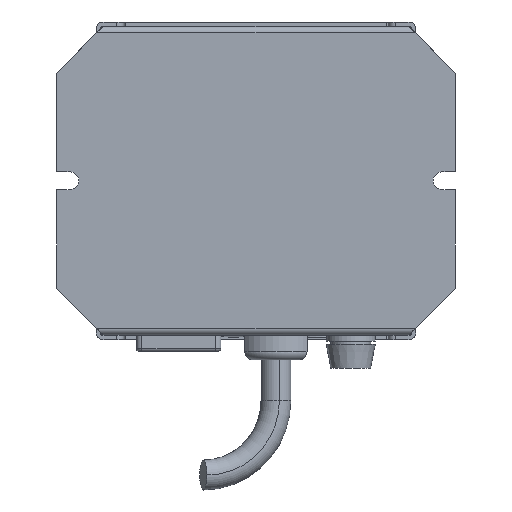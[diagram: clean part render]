
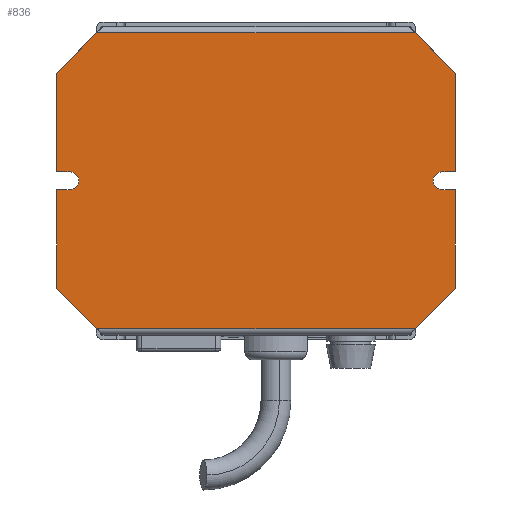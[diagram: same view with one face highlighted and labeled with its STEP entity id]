
A CAD part, front view. The second image highlights one B-rep face of the part: STEP entity #836.
In plain terms, the highlighted planar face has unit normal (0, -1, 0).
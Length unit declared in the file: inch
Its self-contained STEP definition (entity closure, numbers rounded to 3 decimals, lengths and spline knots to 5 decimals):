
#134 = EDGE_LOOP ( 'NONE', ( #11544, #26469, #10498, #15363, #24052, #26696, #21710, #10646, #3284, #25328, #25005, #7288, #11794, #20414, #16067, #13632 ) ) ;
#836 = ADVANCED_FACE ( 'NONE', ( #9955 ), #12569, .F. ) ;
#1070 = EDGE_CURVE ( 'NONE', #17752, #11177, #24571, .T. ) ;
#1083 = AXIS2_PLACEMENT_3D ( 'NONE', #25690, #27997, #13526 ) ;
#1132 = VERTEX_POINT ( 'NONE', #30461 ) ;
#1382 = VECTOR ( 'NONE', #24641, 39.37008 ) ;
#1504 = VECTOR ( 'NONE', #29427, 39.37008 ) ;
#1760 = LINE ( 'NONE', #31705, #1382 ) ;
#1909 = VECTOR ( 'NONE', #16702, 39.37008 ) ;
#2160 = DIRECTION ( 'NONE',  ( -1., 0., 0. ) ) ;
#2894 = CARTESIAN_POINT ( 'NONE',  ( 2.33, 0., -0.11 ) ) ;
#2936 = CARTESIAN_POINT ( 'NONE',  ( 2.5, 0., -1.34916 ) ) ;
#3284 = ORIENTED_EDGE ( 'NONE', *, *, #27234, .F. ) ;
#4337 = DIRECTION ( 'NONE',  ( 0., 0., -1. ) ) ;
#4446 = AXIS2_PLACEMENT_3D ( 'NONE', #25077, #20776, #7969 ) ;
#4641 = VERTEX_POINT ( 'NONE', #16442 ) ;
#4947 = LINE ( 'NONE', #12521, #17416 ) ;
#4956 = VECTOR ( 'NONE', #30135, 39.37008 ) ;
#5378 = LINE ( 'NONE', #5699, #22285 ) ;
#5432 = DIRECTION ( 'NONE',  ( 0.707, 0., 0.707 ) ) ;
#5538 = VERTEX_POINT ( 'NONE', #7926 ) ;
#5615 = DIRECTION ( 'NONE',  ( -0.707, 0., -0.707 ) ) ;
#5689 = DIRECTION ( 'NONE',  ( 1., 0., 0. ) ) ;
#5699 = CARTESIAN_POINT ( 'NONE',  ( -1.92, 0., -1.92916 ) ) ;
#5726 = CARTESIAN_POINT ( 'NONE',  ( -2.5, 0., -1.34916 ) ) ;
#6243 = EDGE_CURVE ( 'NONE', #10295, #26612, #31678, .T. ) ;
#6973 = CARTESIAN_POINT ( 'NONE',  ( -2.5, 0., 0.11 ) ) ;
#7131 = LINE ( 'NONE', #6973, #4956 ) ;
#7201 = VECTOR ( 'NONE', #15577, 39.37008 ) ;
#7288 = ORIENTED_EDGE ( 'NONE', *, *, #25578, .F. ) ;
#7926 = CARTESIAN_POINT ( 'NONE',  ( -2.5, 0., -0.11 ) ) ;
#7969 = DIRECTION ( 'NONE',  ( 0., 0., 1. ) ) ;
#8092 = CARTESIAN_POINT ( 'NONE',  ( 1.92, 0., -1.92916 ) ) ;
#8397 = CARTESIAN_POINT ( 'NONE',  ( 2.33, 0., 0.11 ) ) ;
#9229 = EDGE_CURVE ( 'NONE', #27836, #17600, #29396, .T. ) ;
#9398 = CARTESIAN_POINT ( 'NONE',  ( 2.5, 0., 0.11 ) ) ;
#9762 = VERTEX_POINT ( 'NONE', #5726 ) ;
#9955 = FACE_OUTER_BOUND ( 'NONE', #134, .T. ) ;
#10295 = VERTEX_POINT ( 'NONE', #19500 ) ;
#10387 = CARTESIAN_POINT ( 'NONE',  ( -2.33, 0., 0.11 ) ) ;
#10489 = DIRECTION ( 'NONE',  ( -0.707, 0., 0.707 ) ) ;
#10498 = ORIENTED_EDGE ( 'NONE', *, *, #13074, .F. ) ;
#10646 = ORIENTED_EDGE ( 'NONE', *, *, #21482, .F. ) ;
#10853 = EDGE_CURVE ( 'NONE', #22698, #27836, #20369, .T. ) ;
#11177 = VERTEX_POINT ( 'NONE', #25309 ) ;
#11544 = ORIENTED_EDGE ( 'NONE', *, *, #1070, .T. ) ;
#11628 = CIRCLE ( 'NONE', #1083, 0.11 ) ;
#11644 = EDGE_CURVE ( 'NONE', #5538, #26736, #30702, .T. ) ;
#11703 = DIRECTION ( 'NONE',  ( 0., 0., 1. ) ) ;
#11726 = LINE ( 'NONE', #29174, #27704 ) ;
#11794 = ORIENTED_EDGE ( 'NONE', *, *, #6243, .F. ) ;
#11871 = LINE ( 'NONE', #22067, #31197 ) ;
#12245 = EDGE_CURVE ( 'NONE', #19086, #11177, #7131, .T. ) ;
#12521 = CARTESIAN_POINT ( 'NONE',  ( -1.92, 0., 1.92916 ) ) ;
#12569 = PLANE ( 'NONE',  #4446 ) ;
#13074 = EDGE_CURVE ( 'NONE', #26736, #19086, #11628, .T. ) ;
#13526 = DIRECTION ( 'NONE',  ( 0., 0., -1. ) ) ;
#13632 = ORIENTED_EDGE ( 'NONE', *, *, #16779, .F. ) ;
#13699 = CARTESIAN_POINT ( 'NONE',  ( -2.5, 0., 1.34916 ) ) ;
#14677 = LINE ( 'NONE', #19602, #24485 ) ;
#14686 = CARTESIAN_POINT ( 'NONE',  ( -2.5, 0., -1.853 ) ) ;
#15363 = ORIENTED_EDGE ( 'NONE', *, *, #11644, .F. ) ;
#15577 = DIRECTION ( 'NONE',  ( 0.707, 0., -0.707 ) ) ;
#16067 = ORIENTED_EDGE ( 'NONE', *, *, #21667, .T. ) ;
#16442 = CARTESIAN_POINT ( 'NONE',  ( 1.99616, 0., 1.853 ) ) ;
#16457 = CARTESIAN_POINT ( 'NONE',  ( 2.33, 0., 0. ) ) ;
#16702 = DIRECTION ( 'NONE',  ( 1., 0., 0. ) ) ;
#16779 = EDGE_CURVE ( 'NONE', #17752, #1132, #4947, .T. ) ;
#17416 = VECTOR ( 'NONE', #5432, 39.37008 ) ;
#17600 = VERTEX_POINT ( 'NONE', #22435 ) ;
#17752 = VERTEX_POINT ( 'NONE', #13699 ) ;
#18036 = CARTESIAN_POINT ( 'NONE',  ( 1.92, 0., 1.92916 ) ) ;
#19086 = VERTEX_POINT ( 'NONE', #10387 ) ;
#19500 = CARTESIAN_POINT ( 'NONE',  ( 2.5, 0., 1.34916 ) ) ;
#19555 = VERTEX_POINT ( 'NONE', #2936 ) ;
#19602 = CARTESIAN_POINT ( 'NONE',  ( 2.5, 0., 0.11 ) ) ;
#20369 = CIRCLE ( 'NONE', #25110, 0.11 ) ;
#20414 = ORIENTED_EDGE ( 'NONE', *, *, #25105, .F. ) ;
#20575 = LINE ( 'NONE', #8092, #26995 ) ;
#20776 = DIRECTION ( 'NONE',  ( 0., 1., 0. ) ) ;
#20805 = VERTEX_POINT ( 'NONE', #30386 ) ;
#21482 = EDGE_CURVE ( 'NONE', #19555, #20805, #20575, .T. ) ;
#21667 = EDGE_CURVE ( 'NONE', #4641, #1132, #11871, .T. ) ;
#21710 = ORIENTED_EDGE ( 'NONE', *, *, #28731, .F. ) ;
#21975 = VECTOR ( 'NONE', #23795, 39.37008 ) ;
#22067 = CARTESIAN_POINT ( 'NONE',  ( 2.5, 0., 1.853 ) ) ;
#22285 = VECTOR ( 'NONE', #10489, 39.37008 ) ;
#22435 = CARTESIAN_POINT ( 'NONE',  ( 2.5, 0., -0.11 ) ) ;
#22698 = VERTEX_POINT ( 'NONE', #8397 ) ;
#22708 = VERTEX_POINT ( 'NONE', #30934 ) ;
#22972 = CARTESIAN_POINT ( 'NONE',  ( -2.5, 0., -0.11 ) ) ;
#23041 = VECTOR ( 'NONE', #5689, 39.37008 ) ;
#23795 = DIRECTION ( 'NONE',  ( 0., 0., -1. ) ) ;
#24052 = ORIENTED_EDGE ( 'NONE', *, *, #26221, .T. ) ;
#24053 = DIRECTION ( 'NONE',  ( 0., -1., 0. ) ) ;
#24485 = VECTOR ( 'NONE', #2160, 39.37008 ) ;
#24571 = LINE ( 'NONE', #14686, #32270 ) ;
#24641 = DIRECTION ( 'NONE',  ( 0., 0., -1. ) ) ;
#25005 = ORIENTED_EDGE ( 'NONE', *, *, #10853, .F. ) ;
#25077 = CARTESIAN_POINT ( 'NONE',  ( 2.5, 0., -1.853 ) ) ;
#25105 = EDGE_CURVE ( 'NONE', #4641, #10295, #25449, .T. ) ;
#25110 = AXIS2_PLACEMENT_3D ( 'NONE', #16457, #24053, #11703 ) ;
#25309 = CARTESIAN_POINT ( 'NONE',  ( -2.5, 0., 0.11 ) ) ;
#25328 = ORIENTED_EDGE ( 'NONE', *, *, #9229, .F. ) ;
#25449 = LINE ( 'NONE', #18036, #7201 ) ;
#25450 = CARTESIAN_POINT ( 'NONE',  ( -2.33, 0., -0.11 ) ) ;
#25578 = EDGE_CURVE ( 'NONE', #26612, #22698, #14677, .T. ) ;
#25690 = CARTESIAN_POINT ( 'NONE',  ( -2.33, 0., 0. ) ) ;
#26221 = EDGE_CURVE ( 'NONE', #5538, #9762, #1760, .T. ) ;
#26469 = ORIENTED_EDGE ( 'NONE', *, *, #12245, .F. ) ;
#26612 = VERTEX_POINT ( 'NONE', #9398 ) ;
#26696 = ORIENTED_EDGE ( 'NONE', *, *, #30512, .F. ) ;
#26736 = VERTEX_POINT ( 'NONE', #25450 ) ;
#26995 = VECTOR ( 'NONE', #5615, 39.37008 ) ;
#27234 = EDGE_CURVE ( 'NONE', #17600, #19555, #11726, .T. ) ;
#27704 = VECTOR ( 'NONE', #4337, 39.37008 ) ;
#27836 = VERTEX_POINT ( 'NONE', #2894 ) ;
#27997 = DIRECTION ( 'NONE',  ( 0., -1., 0. ) ) ;
#28731 = EDGE_CURVE ( 'NONE', #20805, #22708, #29577, .T. ) ;
#29151 = DIRECTION ( 'NONE',  ( -1., 0., 0. ) ) ;
#29174 = CARTESIAN_POINT ( 'NONE',  ( 2.5, 0., -1.853 ) ) ;
#29260 = CARTESIAN_POINT ( 'NONE',  ( 2.5, 0., -1.853 ) ) ;
#29396 = LINE ( 'NONE', #32164, #1909 ) ;
#29427 = DIRECTION ( 'NONE',  ( -1., 0., 0. ) ) ;
#29577 = LINE ( 'NONE', #29260, #1504 ) ;
#30135 = DIRECTION ( 'NONE',  ( -1., 0., 0. ) ) ;
#30386 = CARTESIAN_POINT ( 'NONE',  ( 1.99616, 0., -1.853 ) ) ;
#30461 = CARTESIAN_POINT ( 'NONE',  ( -1.99616, 0., 1.853 ) ) ;
#30512 = EDGE_CURVE ( 'NONE', #22708, #9762, #5378, .T. ) ;
#30702 = LINE ( 'NONE', #22972, #23041 ) ;
#30934 = CARTESIAN_POINT ( 'NONE',  ( -1.99616, 0., -1.853 ) ) ;
#31196 = CARTESIAN_POINT ( 'NONE',  ( 2.5, 0., -1.853 ) ) ;
#31197 = VECTOR ( 'NONE', #29151, 39.37008 ) ;
#31678 = LINE ( 'NONE', #31196, #21975 ) ;
#31705 = CARTESIAN_POINT ( 'NONE',  ( -2.5, 0., -1.853 ) ) ;
#31802 = DIRECTION ( 'NONE',  ( 0., 0., -1. ) ) ;
#32164 = CARTESIAN_POINT ( 'NONE',  ( 2.5, 0., -0.11 ) ) ;
#32270 = VECTOR ( 'NONE', #31802, 39.37008 ) ;
